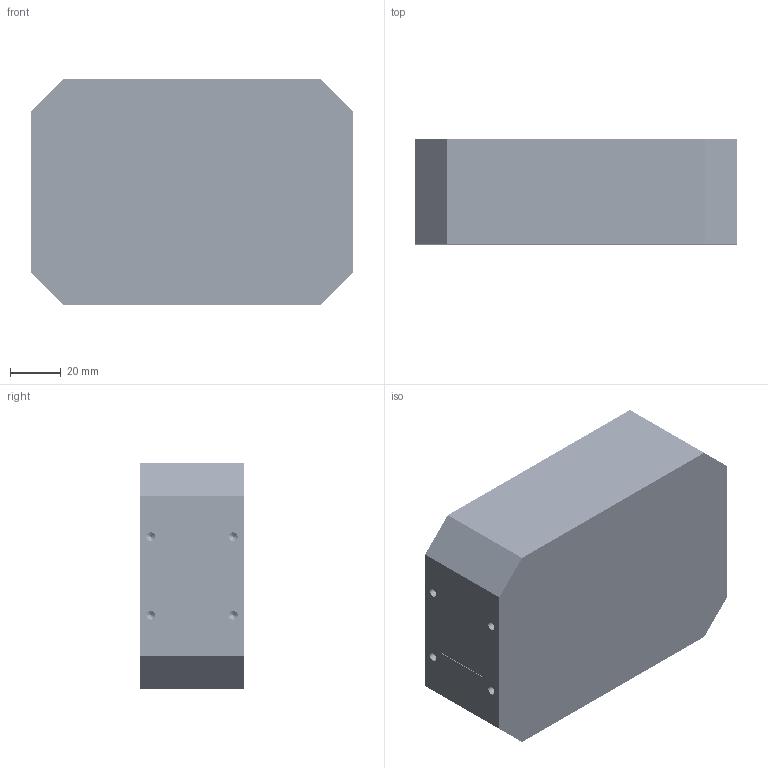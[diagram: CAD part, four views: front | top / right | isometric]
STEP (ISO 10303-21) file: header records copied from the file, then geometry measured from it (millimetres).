
FILE_DESCRIPTION (( 'STEP AP203' ), '1' );
FILE_NAME ('SAT-FX-90090-S1.STEP', '2019-02-08T20:52:45', ( '' ), ( '' ), 'SwSTEP 2.0', 'SolidWorks 2016', '' );
FILE_SCHEMA (( 'CONFIG_CONTROL_DESIGN' ));
Products named in the file (1): SAT-FX-90090-S1
Bounding box: 127 x 41.4 x 88.9 mm (x, y, z)
Volume: 441378.8 mm3; surface area: 89102.2 mm2
Topology: 38 solids, 38 shells, 4735 faces, 13056 edges, 8492 vertices
Faces by surface type: cylinder 3732, cone 492, plane 439, bspline 72
Entity records: 231279 total; most frequent: CARTESIAN_POINT 131992, ORIENTED_EDGE 26064, DIRECTION 16000, EDGE_CURVE 13032, VERTEX_POINT 8492, AXIS2_PLACEMENT_3D 5756, EDGE_LOOP 4926, ADVANCED_FACE 4735
